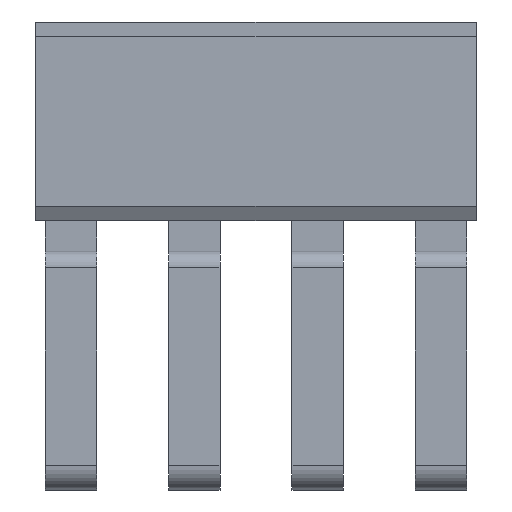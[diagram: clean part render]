
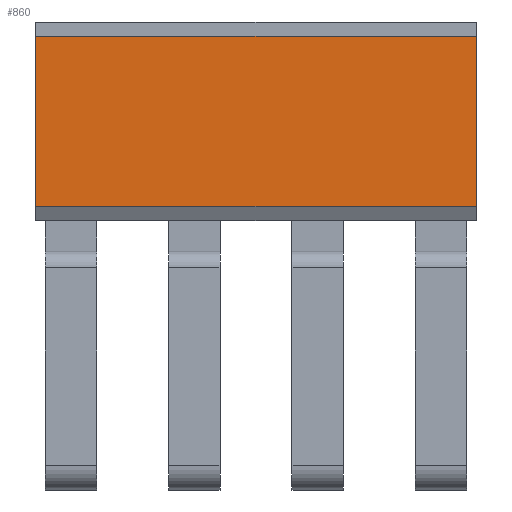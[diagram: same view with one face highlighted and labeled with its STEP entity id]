
A CAD part, top view. The second image highlights one B-rep face of the part: STEP entity #860.
In plain terms, the highlighted planar face has unit normal (0, 0, 1).
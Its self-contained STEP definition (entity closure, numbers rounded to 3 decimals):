
#38 = VECTOR ( 'NONE', #1927, 1000. ) ;
#384 = FACE_OUTER_BOUND ( 'NONE', #1862, .T. ) ;
#411 = VECTOR ( 'NONE', #1939, 1000. ) ;
#420 = ORIENTED_EDGE ( 'NONE', *, *, #1145, .F. ) ;
#433 = AXIS2_PLACEMENT_3D ( 'NONE', #1022, #1014, #1001 ) ;
#451 = LINE ( 'NONE', #1929, #411 ) ;
#516 = LINE ( 'NONE', #1934, #38 ) ;
#651 = VECTOR ( 'NONE', #2424, 1000. ) ;
#690 = ORIENTED_EDGE ( 'NONE', *, *, #1134, .F. ) ;
#763 = EDGE_CURVE ( 'NONE', #1668, #1961, #2723, .T. ) ;
#769 = EDGE_CURVE ( 'NONE', #1365, #2262, #2665, .T. ) ;
#860 = ADVANCED_FACE ( 'NONE', ( #384 ), #1223, .T. ) ;
#915 = CARTESIAN_POINT ( 'NONE',  ( -465.207, 156.951, 150.308 ) ) ;
#965 = ORIENTED_EDGE ( 'NONE', *, *, #763, .T. ) ;
#1001 = DIRECTION ( 'NONE',  ( 0., -1., 0. ) ) ;
#1014 = DIRECTION ( 'NONE',  ( 0., 0., 1. ) ) ;
#1022 = CARTESIAN_POINT ( 'NONE',  ( -467.186, 156.951, 150.308 ) ) ;
#1051 = CARTESIAN_POINT ( 'NONE',  ( -486.607, 165.208, 150.308 ) ) ;
#1134 = EDGE_CURVE ( 'NONE', #1668, #2262, #516, .T. ) ;
#1145 = EDGE_CURVE ( 'NONE', #1365, #1961, #451, .T. ) ;
#1198 = ORIENTED_EDGE ( 'NONE', *, *, #769, .T. ) ;
#1223 = PLANE ( 'NONE',  #433 ) ;
#1365 = VERTEX_POINT ( 'NONE', #2583 ) ;
#1543 = CARTESIAN_POINT ( 'NONE',  ( -465.207, 165.208, 150.308 ) ) ;
#1668 = VERTEX_POINT ( 'NONE', #1543 ) ;
#1862 = EDGE_LOOP ( 'NONE', ( #690, #965, #420, #1198 ) ) ;
#1927 = DIRECTION ( 'NONE',  ( 0., -1., 0. ) ) ;
#1929 = CARTESIAN_POINT ( 'NONE',  ( -486.607, 144.358, 150.308 ) ) ;
#1934 = CARTESIAN_POINT ( 'NONE',  ( -465.207, 164.208, 150.308 ) ) ;
#1939 = DIRECTION ( 'NONE',  ( 0., 1., 0. ) ) ;
#1961 = VERTEX_POINT ( 'NONE', #1051 ) ;
#2262 = VERTEX_POINT ( 'NONE', #915 ) ;
#2380 = CARTESIAN_POINT ( 'NONE',  ( -467.186, 165.208, 150.308 ) ) ;
#2384 = DIRECTION ( 'NONE',  ( -1., 0., 0. ) ) ;
#2423 = CARTESIAN_POINT ( 'NONE',  ( -467.186, 156.951, 150.308 ) ) ;
#2424 = DIRECTION ( 'NONE',  ( 1., 0., 0. ) ) ;
#2432 = VECTOR ( 'NONE', #2384, 1000. ) ;
#2583 = CARTESIAN_POINT ( 'NONE',  ( -486.607, 156.951, 150.308 ) ) ;
#2665 = LINE ( 'NONE', #2423, #651 ) ;
#2723 = LINE ( 'NONE', #2380, #2432 ) ;
